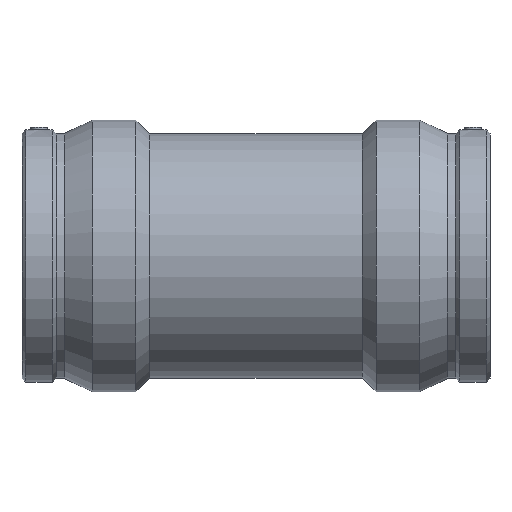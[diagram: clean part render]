
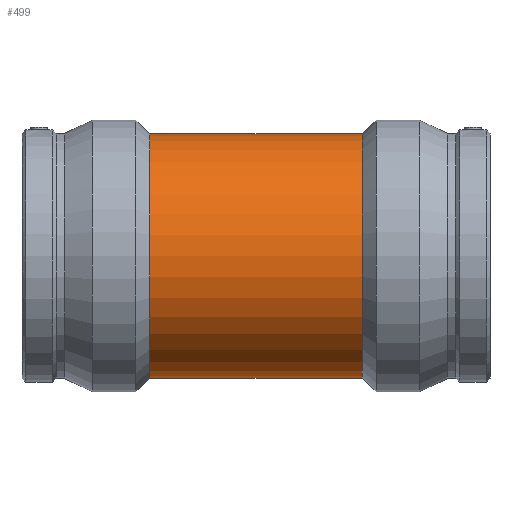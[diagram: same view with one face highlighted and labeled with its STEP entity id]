
A CAD part, top view. The second image highlights one B-rep face of the part: STEP entity #499.
In plain terms, the highlighted cylindrical face has radius 110.25 mm (diameter 220.5 mm), a full revolution.
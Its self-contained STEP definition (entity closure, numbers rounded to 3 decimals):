
#30=B_SPLINE_CURVE_WITH_KNOTS('',3,(#865,#866,#867,#868,#869,#870,#871,
#872,#873,#874,#875,#876,#877,#878,#879,#880,#881,#882,#883,#884,#885,#886,
#887,#888,#889,#890,#891,#892,#893,#894,#895,#896,#897,#898,#899,#900,#901,
#902,#903,#904,#905,#906,#907,#908,#909,#910,#911,#912,#913,#914,#915,#916,
#917,#918,#919,#920,#921,#922,#923,#924,#925,#926,#927,#928,#929,#930,#931,
#932,#933,#934,#935,#936,#937,#938),.UNSPECIFIED.,.T.,.F.,(4,2,2,2,2,2,
2,2,2,2,2,2,2,2,2,2,2,2,2,2,2,2,2,2,2,2,2,2,2,2,2,2,2,2,2,2,4),(0.,0.997,
1.995,3.989,5.984,7.979,9.875,
11.771,13.666,15.562,17.458,19.354,
21.25,23.146,25.141,27.135,29.13,
30.127,31.125,32.122,33.119,35.114,
37.109,39.103,40.999,42.895,44.791,
46.687,48.583,50.479,52.375,54.271,
56.266,58.26,60.255,61.252,62.25),
 .UNSPECIFIED.);
#69=FACE_BOUND('',#187,.T.);
#70=FACE_BOUND('',#188,.T.);
#117=FACE_OUTER_BOUND('',#186,.T.);
#186=EDGE_LOOP('',(#412));
#187=EDGE_LOOP('',(#413));
#188=EDGE_LOOP('',(#414));
#251=CIRCLE('',#568,110.25);
#252=CIRCLE('',#570,110.25);
#276=VERTEX_POINT('',#864);
#297=VERTEX_POINT('',#1066);
#298=VERTEX_POINT('',#1069);
#322=EDGE_CURVE('',#276,#276,#30,.T.);
#343=EDGE_CURVE('',#297,#297,#251,.T.);
#344=EDGE_CURVE('',#298,#298,#252,.T.);
#412=ORIENTED_EDGE('',*,*,#343,.T.);
#413=ORIENTED_EDGE('',*,*,#322,.T.);
#414=ORIENTED_EDGE('',*,*,#344,.F.);
#465=CYLINDRICAL_SURFACE('',#569,110.25);
#499=ADVANCED_FACE('',(#117,#69,#70),#465,.T.);
#568=AXIS2_PLACEMENT_3D('',#1067,#704,#705);
#569=AXIS2_PLACEMENT_3D('',#1068,#706,#707);
#570=AXIS2_PLACEMENT_3D('',#1070,#708,#709);
#704=DIRECTION('center_axis',(1.,0.,0.));
#705=DIRECTION('ref_axis',(0.,0.,-1.));
#706=DIRECTION('center_axis',(1.,0.,0.));
#707=DIRECTION('ref_axis',(0.,1.,0.));
#708=DIRECTION('center_axis',(1.,0.,0.));
#709=DIRECTION('ref_axis',(0.,0.,-1.));
#864=CARTESIAN_POINT('',(0.,-94.5,-56.787));
#865=CARTESIAN_POINT('Ctrl Pts',(0.,-94.5,-56.787));
#866=CARTESIAN_POINT('Ctrl Pts',(3.324,-94.5,-56.787));
#867=CARTESIAN_POINT('Ctrl Pts',(6.596,-94.325,-57.082));
#868=CARTESIAN_POINT('Ctrl Pts',(13.023,-93.654,-58.175));
#869=CARTESIAN_POINT('Ctrl Pts',(16.177,-93.159,-58.974));
#870=CARTESIAN_POINT('Ctrl Pts',(25.452,-91.227,-61.954));
#871=CARTESIAN_POINT('Ctrl Pts',(31.389,-89.346,-64.712));
#872=CARTESIAN_POINT('Ctrl Pts',(42.698,-84.527,-70.891));
#873=CARTESIAN_POINT('Ctrl Pts',(48.068,-81.585,-74.311));
#874=CARTESIAN_POINT('Ctrl Pts',(58.062,-74.803,-81.134));
#875=CARTESIAN_POINT('Ctrl Pts',(62.683,-70.96,-84.538));
#876=CARTESIAN_POINT('Ctrl Pts',(70.756,-62.888,-90.69));
#877=CARTESIAN_POINT('Ctrl Pts',(74.54,-58.398,-93.685));
#878=CARTESIAN_POINT('Ctrl Pts',(81.351,-48.461,-99.191));
#879=CARTESIAN_POINT('Ctrl Pts',(84.379,-43.012,-101.7));
#880=CARTESIAN_POINT('Ctrl Pts',(89.339,-31.44,-105.851));
#881=CARTESIAN_POINT('Ctrl Pts',(91.275,-25.304,-107.496));
#882=CARTESIAN_POINT('Ctrl Pts',(93.856,-12.744,-109.696));
#883=CARTESIAN_POINT('Ctrl Pts',(94.5,-6.32,-110.25));
#884=CARTESIAN_POINT('Ctrl Pts',(94.5,6.32,-110.25));
#885=CARTESIAN_POINT('Ctrl Pts',(93.856,12.744,-109.696));
#886=CARTESIAN_POINT('Ctrl Pts',(91.275,25.304,-107.496));
#887=CARTESIAN_POINT('Ctrl Pts',(89.339,31.44,-105.851));
#888=CARTESIAN_POINT('Ctrl Pts',(84.379,43.012,-101.7));
#889=CARTESIAN_POINT('Ctrl Pts',(81.351,48.461,-99.191));
#890=CARTESIAN_POINT('Ctrl Pts',(74.54,58.398,-93.685));
#891=CARTESIAN_POINT('Ctrl Pts',(70.756,62.888,-90.69));
#892=CARTESIAN_POINT('Ctrl Pts',(62.683,70.96,-84.538));
#893=CARTESIAN_POINT('Ctrl Pts',(58.062,74.803,-81.134));
#894=CARTESIAN_POINT('Ctrl Pts',(48.068,81.585,-74.311));
#895=CARTESIAN_POINT('Ctrl Pts',(42.698,84.527,-70.891));
#896=CARTESIAN_POINT('Ctrl Pts',(31.389,89.346,-64.712));
#897=CARTESIAN_POINT('Ctrl Pts',(25.452,91.227,-61.954));
#898=CARTESIAN_POINT('Ctrl Pts',(16.177,93.159,-58.974));
#899=CARTESIAN_POINT('Ctrl Pts',(13.023,93.654,-58.175));
#900=CARTESIAN_POINT('Ctrl Pts',(6.596,94.325,-57.082));
#901=CARTESIAN_POINT('Ctrl Pts',(3.324,94.5,-56.787));
#902=CARTESIAN_POINT('Ctrl Pts',(-3.324,94.5,-56.787));
#903=CARTESIAN_POINT('Ctrl Pts',(-6.596,94.325,-57.082));
#904=CARTESIAN_POINT('Ctrl Pts',(-13.023,93.654,-58.175));
#905=CARTESIAN_POINT('Ctrl Pts',(-16.177,93.159,-58.974));
#906=CARTESIAN_POINT('Ctrl Pts',(-25.452,91.227,-61.954));
#907=CARTESIAN_POINT('Ctrl Pts',(-31.389,89.346,-64.712));
#908=CARTESIAN_POINT('Ctrl Pts',(-42.698,84.527,-70.891));
#909=CARTESIAN_POINT('Ctrl Pts',(-48.068,81.585,-74.311));
#910=CARTESIAN_POINT('Ctrl Pts',(-58.062,74.803,-81.134));
#911=CARTESIAN_POINT('Ctrl Pts',(-62.683,70.96,-84.538));
#912=CARTESIAN_POINT('Ctrl Pts',(-70.756,62.888,-90.69));
#913=CARTESIAN_POINT('Ctrl Pts',(-74.54,58.398,-93.685));
#914=CARTESIAN_POINT('Ctrl Pts',(-81.351,48.461,-99.191));
#915=CARTESIAN_POINT('Ctrl Pts',(-84.379,43.012,-101.7));
#916=CARTESIAN_POINT('Ctrl Pts',(-89.339,31.44,-105.851));
#917=CARTESIAN_POINT('Ctrl Pts',(-91.275,25.304,-107.496));
#918=CARTESIAN_POINT('Ctrl Pts',(-93.856,12.744,-109.696));
#919=CARTESIAN_POINT('Ctrl Pts',(-94.5,6.32,-110.25));
#920=CARTESIAN_POINT('Ctrl Pts',(-94.5,-6.32,-110.25));
#921=CARTESIAN_POINT('Ctrl Pts',(-93.856,-12.744,-109.696));
#922=CARTESIAN_POINT('Ctrl Pts',(-91.275,-25.304,-107.496));
#923=CARTESIAN_POINT('Ctrl Pts',(-89.339,-31.44,-105.851));
#924=CARTESIAN_POINT('Ctrl Pts',(-84.379,-43.012,-101.7));
#925=CARTESIAN_POINT('Ctrl Pts',(-81.351,-48.461,-99.191));
#926=CARTESIAN_POINT('Ctrl Pts',(-74.54,-58.398,-93.685));
#927=CARTESIAN_POINT('Ctrl Pts',(-70.756,-62.888,-90.69));
#928=CARTESIAN_POINT('Ctrl Pts',(-62.683,-70.96,-84.538));
#929=CARTESIAN_POINT('Ctrl Pts',(-58.062,-74.803,-81.134));
#930=CARTESIAN_POINT('Ctrl Pts',(-48.068,-81.585,-74.311));
#931=CARTESIAN_POINT('Ctrl Pts',(-42.698,-84.527,-70.891));
#932=CARTESIAN_POINT('Ctrl Pts',(-31.389,-89.346,-64.712));
#933=CARTESIAN_POINT('Ctrl Pts',(-25.452,-91.227,-61.954));
#934=CARTESIAN_POINT('Ctrl Pts',(-16.177,-93.159,-58.974));
#935=CARTESIAN_POINT('Ctrl Pts',(-13.023,-93.654,-58.175));
#936=CARTESIAN_POINT('Ctrl Pts',(-6.596,-94.325,-57.082));
#937=CARTESIAN_POINT('Ctrl Pts',(-3.324,-94.5,-56.787));
#938=CARTESIAN_POINT('Ctrl Pts',(0.,-94.5,-56.787));
#1066=CARTESIAN_POINT('',(-96.005,110.25,0.));
#1067=CARTESIAN_POINT('Origin',(-96.005,0.,0.));
#1068=CARTESIAN_POINT('Origin',(0.,0.,0.));
#1069=CARTESIAN_POINT('',(96.005,110.25,0.));
#1070=CARTESIAN_POINT('Origin',(96.005,0.,0.));
